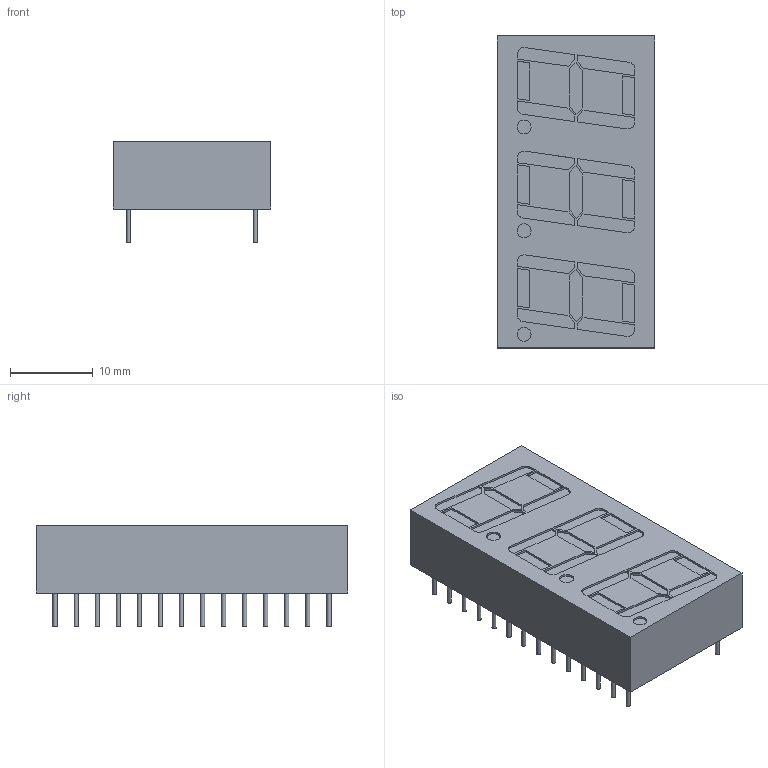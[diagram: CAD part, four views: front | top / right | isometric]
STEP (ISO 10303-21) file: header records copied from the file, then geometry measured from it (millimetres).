
FILE_DESCRIPTION(/* description */ ('STEP AP242','CAx-IF Rec.Pracs.---Representation and Presentation of Product Manufacturing Information (PMI)---4.0---2014-10-13','CAx-IF Rec.Pracs.---3D Tessellated Geometry---0.4---2014-09-14','2;1'),/* implementation_level */ '2;1');
FILE_NAME(/* name */ '66b7b2f8d5f96316014ee779',/* time_stamp */ '2024-08-10T18:35:37Z',/* author */ (''),/* organization */ (''),/* preprocessor_version */ 'ST-DEVELOPER v20',/* originating_system */ ' ',/* authorisation */ ' ');
FILE_SCHEMA (('AP242_MANAGED_MODEL_BASED_3D_ENGINEERING_MIM_LF { 1 0 10303 442 1 1 4 }'));
Length unit declared in the file: metre
Products named in the file (1): Kingbright  BC56-11EWA
Bounding box: 19 x 37.6 x 12.1 mm (x, y, z)
Volume: 5760.4 mm3; surface area: 2602.9 mm2
Topology: 1 solids, 1 shells, 203 faces, 474 edges, 325 vertices
Faces by surface type: plane 160, cylinder 43
Full cylindrical faces by diameter (mm): 0.5 x28, 1.68 x3
Entity records: 5414 total; most frequent: CARTESIAN_POINT 918, DIRECTION 910, ORIENTED_EDGE 832, EDGE_CURVE 416, LINE 330, VECTOR 330, VERTEX_POINT 298, AXIS2_PLACEMENT_3D 290
